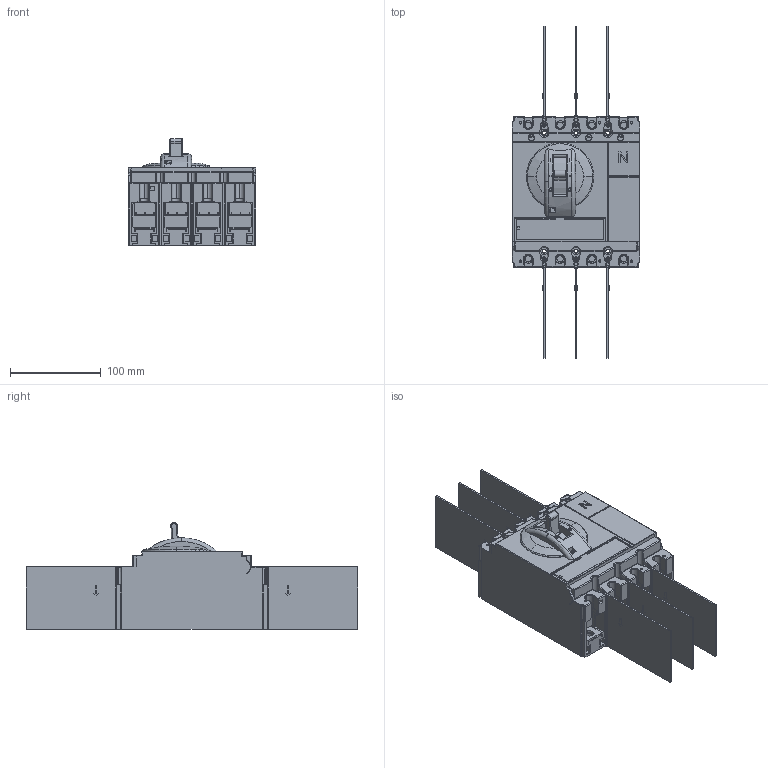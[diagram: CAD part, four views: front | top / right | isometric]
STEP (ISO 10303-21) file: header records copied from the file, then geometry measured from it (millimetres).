
FILE_DESCRIPTION (( 'STEP AP203' ), '1' );
FILE_NAME ('Ñáîðêà11.STEP', '2023-11-15T10:18:44', ( '' ), ( '' ), 'SwSTEP 2.0', 'SolidWorks 2022', '' );
FILE_SCHEMA (( 'CONFIG_CONTROL_DESIGN' ));
Products named in the file (2): Сборка11; 12
Assembly tree (1 placements, depth 2):
  Сборка11
    12
Bounding box: 140 x 365 x 117.66 mm (x, y, z)
Volume: 1753885.9 mm3; surface area: 318098.7 mm2
Topology: 1 solids, 18 shells, 4013 faces, 11119 edges, 7084 vertices
Faces by surface type: plane 2306, cylinder 1310, torus 222, bspline 80, sphere 62, cone 33
Entity records: 132779 total; most frequent: CARTESIAN_POINT 28837, ORIENTED_EDGE 22124, DIRECTION 21608, EDGE_CURVE 11062, LINE 7470, VECTOR 7470, VERTEX_POINT 7084, AXIS2_PLACEMENT_3D 7069
